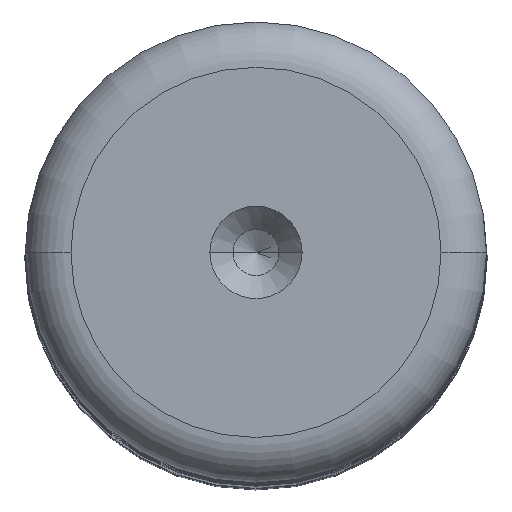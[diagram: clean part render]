
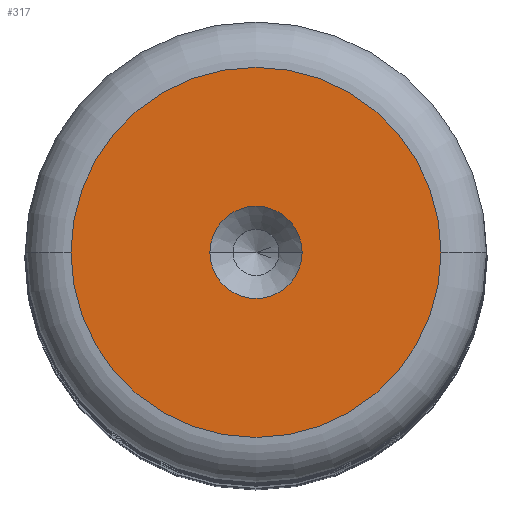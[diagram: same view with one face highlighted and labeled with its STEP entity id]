
A CAD part, top view. The second image highlights one B-rep face of the part: STEP entity #317.
In plain terms, the highlighted planar face has unit normal (0, 0, 1).
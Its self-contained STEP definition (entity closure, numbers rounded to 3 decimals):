
#32 = DIRECTION ( 'NONE',  ( 1., 0., 0. ) ) ;
#56 = FACE_BOUND ( 'NONE', #532, .T. ) ;
#59 = VERTEX_POINT ( 'NONE', #1349 ) ;
#128 = CARTESIAN_POINT ( 'NONE',  ( 0., 0., 80. ) ) ;
#247 = ORIENTED_EDGE ( 'NONE', *, *, #1741, .T. ) ;
#255 = CARTESIAN_POINT ( 'NONE',  ( 0., 0., 80. ) ) ;
#310 = DIRECTION ( 'NONE',  ( 1., 0., 0. ) ) ;
#317 = ADVANCED_FACE ( 'NONE', ( #56, #1958 ), #520, .T. ) ;
#344 = CARTESIAN_POINT ( 'NONE',  ( 0., 0., 80. ) ) ;
#428 = DIRECTION ( 'NONE',  ( 1., 0., 0. ) ) ;
#497 = VERTEX_POINT ( 'NONE', #1647 ) ;
#520 = PLANE ( 'NONE',  #1865 ) ;
#532 = EDGE_LOOP ( 'NONE', ( #1230, #1729 ) ) ;
#548 = CARTESIAN_POINT ( 'NONE',  ( 0., 0., 80. ) ) ;
#692 = DIRECTION ( 'NONE',  ( 1., 0., 0. ) ) ;
#717 = DIRECTION ( 'NONE',  ( 1., 0., 0. ) ) ;
#775 = EDGE_CURVE ( 'NONE', #497, #59, #2072, .T. ) ;
#777 = EDGE_CURVE ( 'NONE', #59, #497, #1706, .T. ) ;
#1085 = DIRECTION ( 'NONE',  ( 0., 0., 1. ) ) ;
#1151 = AXIS2_PLACEMENT_3D ( 'NONE', #128, #1385, #310 ) ;
#1230 = ORIENTED_EDGE ( 'NONE', *, *, #775, .F. ) ;
#1243 = DIRECTION ( 'NONE',  ( 0., 0., 1. ) ) ;
#1297 = AXIS2_PLACEMENT_3D ( 'NONE', #548, #1801, #717 ) ;
#1349 = CARTESIAN_POINT ( 'NONE',  ( -1., 0., 80. ) ) ;
#1359 = CIRCLE ( 'NONE', #1151, 4.011 ) ;
#1385 = DIRECTION ( 'NONE',  ( 0., 0., 1. ) ) ;
#1416 = AXIS2_PLACEMENT_3D ( 'NONE', #2175, #1085, #32 ) ;
#1456 = CARTESIAN_POINT ( 'NONE',  ( -4.011, 0., 80. ) ) ;
#1510 = DIRECTION ( 'NONE',  ( 0., 0., 1. ) ) ;
#1567 = ORIENTED_EDGE ( 'NONE', *, *, #1829, .T. ) ;
#1638 = CIRCLE ( 'NONE', #2293, 4.011 ) ;
#1647 = CARTESIAN_POINT ( 'NONE',  ( 1., 0., 80. ) ) ;
#1706 = CIRCLE ( 'NONE', #1416, 1. ) ;
#1729 = ORIENTED_EDGE ( 'NONE', *, *, #777, .F. ) ;
#1741 = EDGE_CURVE ( 'NONE', #2055, #1905, #1638, .T. ) ;
#1801 = DIRECTION ( 'NONE',  ( 0., 0., 1. ) ) ;
#1829 = EDGE_CURVE ( 'NONE', #1905, #2055, #1359, .T. ) ;
#1865 = AXIS2_PLACEMENT_3D ( 'NONE', #344, #1243, #692 ) ;
#1905 = VERTEX_POINT ( 'NONE', #2116 ) ;
#1958 = FACE_OUTER_BOUND ( 'NONE', #2051, .T. ) ;
#2051 = EDGE_LOOP ( 'NONE', ( #1567, #247 ) ) ;
#2055 = VERTEX_POINT ( 'NONE', #1456 ) ;
#2072 = CIRCLE ( 'NONE', #1297, 1. ) ;
#2116 = CARTESIAN_POINT ( 'NONE',  ( 4.011, 0., 80. ) ) ;
#2175 = CARTESIAN_POINT ( 'NONE',  ( 0., 0., 80. ) ) ;
#2293 = AXIS2_PLACEMENT_3D ( 'NONE', #255, #1510, #428 ) ;
